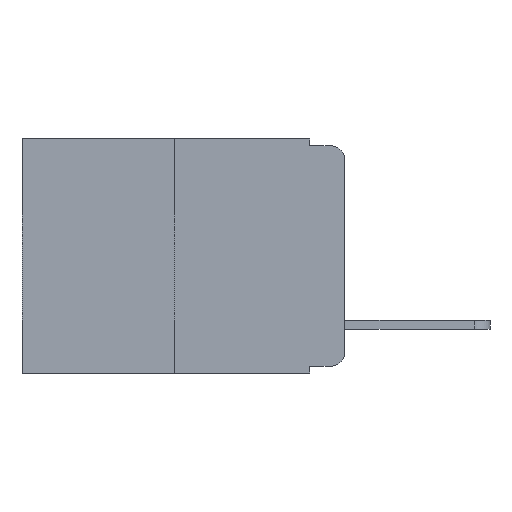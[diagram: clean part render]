
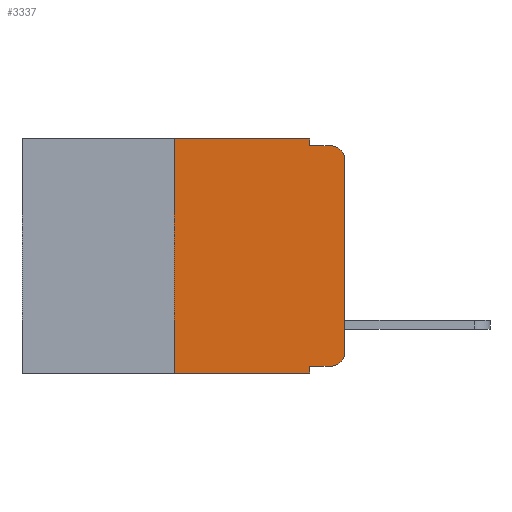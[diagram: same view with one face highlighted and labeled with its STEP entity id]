
A CAD part, left-side view. The second image highlights one B-rep face of the part: STEP entity #3337.
In plain terms, the highlighted planar face has unit normal (-1, 0, 0).
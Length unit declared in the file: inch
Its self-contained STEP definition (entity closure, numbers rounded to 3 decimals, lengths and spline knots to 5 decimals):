
#111 = CARTESIAN_POINT ( 'NONE',  ( 0., 0.25, 0. ) ) ;
#544 = EDGE_CURVE ( 'NONE', #5723, #6874, #6471, .T. ) ;
#552 = AXIS2_PLACEMENT_3D ( 'NONE', #10160, #5682, #5115 ) ;
#623 = CARTESIAN_POINT ( 'NONE',  ( 0., 0.051, -0.343 ) ) ;
#674 = ORIENTED_EDGE ( 'NONE', *, *, #2005, .T. ) ;
#849 = ORIENTED_EDGE ( 'NONE', *, *, #12058, .T. ) ;
#871 = EDGE_CURVE ( 'NONE', #5167, #6872, #4782, .T. ) ;
#987 = CARTESIAN_POINT ( 'NONE',  ( 0., 0.02, -0.333 ) ) ;
#1253 = DIRECTION ( 'NONE',  ( 0., 0., -1. ) ) ;
#1290 = CARTESIAN_POINT ( 'NONE',  ( 0., 0.051, 0. ) ) ;
#1555 = VERTEX_POINT ( 'NONE', #623 ) ;
#1579 = AXIS2_PLACEMENT_3D ( 'NONE', #4011, #3997, #3983 ) ;
#2005 = EDGE_CURVE ( 'NONE', #6804, #5723, #5980, .T. ) ;
#2106 = DIRECTION ( 'NONE',  ( -1., 0., 0. ) ) ;
#2206 = CARTESIAN_POINT ( 'NONE',  ( 0., 0.02, -0.313 ) ) ;
#2241 = CARTESIAN_POINT ( 'NONE',  ( 0., 0.051, -0.01 ) ) ;
#2243 = CARTESIAN_POINT ( 'NONE',  ( 0., 0.02, -0.01 ) ) ;
#2245 = CARTESIAN_POINT ( 'NONE',  ( 0., 0., -0.313 ) ) ;
#2327 = DIRECTION ( 'NONE',  ( 0., 0., -1. ) ) ;
#2369 = LINE ( 'NONE', #1290, #11943 ) ;
#2484 = ORIENTED_EDGE ( 'NONE', *, *, #7536, .F. ) ;
#2817 = CARTESIAN_POINT ( 'NONE',  ( 0., 0., -0.03 ) ) ;
#3334 = CARTESIAN_POINT ( 'NONE',  ( 0., 0.051, 0. ) ) ;
#3337 = ADVANCED_FACE ( 'NONE', ( #6093 ), #9390, .F. ) ;
#3340 = VECTOR ( 'NONE', #6743, 39.37008 ) ;
#3590 = ORIENTED_EDGE ( 'NONE', *, *, #544, .T. ) ;
#3688 = CARTESIAN_POINT ( 'NONE',  ( 0., 0.051, -0.333 ) ) ;
#3815 = DIRECTION ( 'NONE',  ( 0., -1., 0. ) ) ;
#3983 = DIRECTION ( 'NONE',  ( 0., 0., -1. ) ) ;
#3997 = DIRECTION ( 'NONE',  ( -1., 0., 0. ) ) ;
#4005 = VECTOR ( 'NONE', #8190, 39.37008 ) ;
#4011 = CARTESIAN_POINT ( 'NONE',  ( 0., 0.02, -0.03 ) ) ;
#4137 = VERTEX_POINT ( 'NONE', #111 ) ;
#4289 = ORIENTED_EDGE ( 'NONE', *, *, #9673, .F. ) ;
#4600 = LINE ( 'NONE', #8678, #9567 ) ;
#4728 = VECTOR ( 'NONE', #9399, 39.37008 ) ;
#4742 = CARTESIAN_POINT ( 'NONE',  ( 0., 0., 0. ) ) ;
#4782 = LINE ( 'NONE', #2241, #11718 ) ;
#5033 = ORIENTED_EDGE ( 'NONE', *, *, #6221, .F. ) ;
#5115 = DIRECTION ( 'NONE',  ( 0., 0., -1. ) ) ;
#5167 = VERTEX_POINT ( 'NONE', #6356 ) ;
#5679 = ORIENTED_EDGE ( 'NONE', *, *, #11377, .T. ) ;
#5682 = DIRECTION ( 'NONE',  ( 1., 0., 0. ) ) ;
#5723 = VERTEX_POINT ( 'NONE', #987 ) ;
#5794 = ORIENTED_EDGE ( 'NONE', *, *, #871, .F. ) ;
#5921 = ORIENTED_EDGE ( 'NONE', *, *, #10532, .F. ) ;
#5977 = ORIENTED_EDGE ( 'NONE', *, *, #10179, .T. ) ;
#5980 = LINE ( 'NONE', #7437, #3340 ) ;
#6093 = FACE_OUTER_BOUND ( 'NONE', #10259, .T. ) ;
#6221 = EDGE_CURVE ( 'NONE', #10287, #5167, #10025, .T. ) ;
#6356 = CARTESIAN_POINT ( 'NONE',  ( 0., 0.051, -0.01 ) ) ;
#6471 = CIRCLE ( 'NONE', #11920, 0.02 ) ;
#6743 = DIRECTION ( 'NONE',  ( 0., -1., 0. ) ) ;
#6804 = VERTEX_POINT ( 'NONE', #3688 ) ;
#6872 = VERTEX_POINT ( 'NONE', #2243 ) ;
#6874 = VERTEX_POINT ( 'NONE', #2245 ) ;
#7331 = VECTOR ( 'NONE', #10794, 39.37008 ) ;
#7437 = CARTESIAN_POINT ( 'NONE',  ( 0., 0.051, -0.333 ) ) ;
#7486 = LINE ( 'NONE', #8321, #4005 ) ;
#7488 = VERTEX_POINT ( 'NONE', #8446 ) ;
#7536 = EDGE_CURVE ( 'NONE', #7488, #4137, #7486, .T. ) ;
#7865 = DIRECTION ( 'NONE',  ( 0., -1., 0. ) ) ;
#8180 = CARTESIAN_POINT ( 'NONE',  ( 0., 0.473, 0. ) ) ;
#8190 = DIRECTION ( 'NONE',  ( 0., 0., 1. ) ) ;
#8321 = CARTESIAN_POINT ( 'NONE',  ( 0., 0.25, 0. ) ) ;
#8446 = CARTESIAN_POINT ( 'NONE',  ( 0., 0.25, -0.343 ) ) ;
#8584 = CIRCLE ( 'NONE', #1579, 0.02 ) ;
#8678 = CARTESIAN_POINT ( 'NONE',  ( 0., 0.473, -0.343 ) ) ;
#9317 = VECTOR ( 'NONE', #7865, 39.37008 ) ;
#9390 = PLANE ( 'NONE',  #552 ) ;
#9399 = DIRECTION ( 'NONE',  ( 0., 0., 1. ) ) ;
#9567 = VECTOR ( 'NONE', #12148, 39.37008 ) ;
#9673 = EDGE_CURVE ( 'NONE', #4137, #10287, #11592, .T. ) ;
#9687 = LINE ( 'NONE', #4742, #4728 ) ;
#10025 = LINE ( 'NONE', #10914, #7331 ) ;
#10160 = CARTESIAN_POINT ( 'NONE',  ( 0., 0.473, 0. ) ) ;
#10179 = EDGE_CURVE ( 'NONE', #12096, #6872, #8584, .T. ) ;
#10259 = EDGE_LOOP ( 'NONE', ( #849, #5977, #5794, #5033, #4289, #2484, #5679, #5921, #674, #3590 ) ) ;
#10287 = VERTEX_POINT ( 'NONE', #3334 ) ;
#10532 = EDGE_CURVE ( 'NONE', #6804, #1555, #2369, .T. ) ;
#10794 = DIRECTION ( 'NONE',  ( 0., 0., -1. ) ) ;
#10914 = CARTESIAN_POINT ( 'NONE',  ( 0., 0.051, 0. ) ) ;
#11377 = EDGE_CURVE ( 'NONE', #7488, #1555, #4600, .T. ) ;
#11592 = LINE ( 'NONE', #8180, #9317 ) ;
#11718 = VECTOR ( 'NONE', #3815, 39.37008 ) ;
#11920 = AXIS2_PLACEMENT_3D ( 'NONE', #2206, #2106, #2327 ) ;
#11943 = VECTOR ( 'NONE', #1253, 39.37008 ) ;
#12058 = EDGE_CURVE ( 'NONE', #6874, #12096, #9687, .T. ) ;
#12096 = VERTEX_POINT ( 'NONE', #2817 ) ;
#12148 = DIRECTION ( 'NONE',  ( 0., -1., 0. ) ) ;
